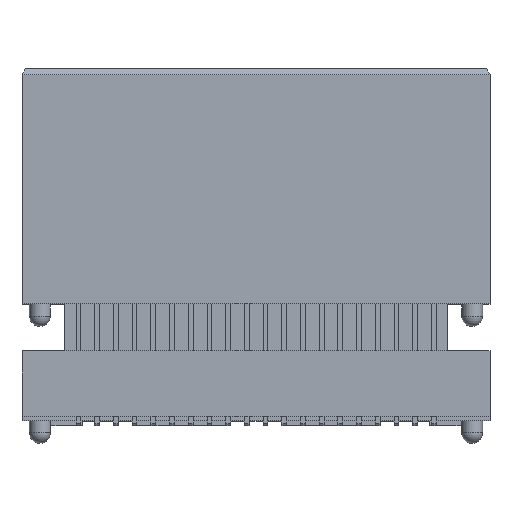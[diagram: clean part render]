
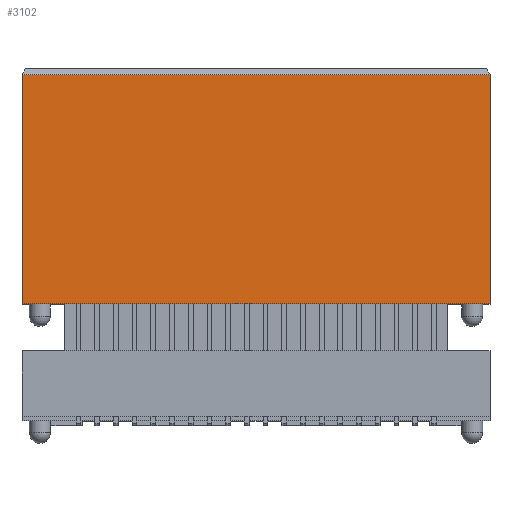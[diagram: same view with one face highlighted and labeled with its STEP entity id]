
A CAD part, top view. The second image highlights one B-rep face of the part: STEP entity #3102.
In plain terms, the highlighted planar face has unit normal (0, 0, 1).
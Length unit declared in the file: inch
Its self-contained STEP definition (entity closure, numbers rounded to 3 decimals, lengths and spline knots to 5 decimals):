
#3102 = ADVANCED_FACE( '', ( #6200 ), #6201, .F. );
#6200 = FACE_OUTER_BOUND( '', #9300, .T. );
#6201 = PLANE( '', #9301 );
#9300 = EDGE_LOOP( '', ( #19234, #19235, #19236, #19237 ) );
#9301 = AXIS2_PLACEMENT_3D( '', #19238, #19239, #19240 );
#19234 = ORIENTED_EDGE( '', *, *, #22003, .F. );
#19235 = ORIENTED_EDGE( '', *, *, #22017, .F. );
#19236 = ORIENTED_EDGE( '', *, *, #19908, .F. );
#19237 = ORIENTED_EDGE( '', *, *, #22463, .T. );
#19238 = CARTESIAN_POINT( '', ( -0.394, 0.583, 0.1175 ) );
#19239 = DIRECTION( '', ( 0., 0., -1. ) );
#19240 = DIRECTION( '', ( -1., 0., 0. ) );
#19908 = EDGE_CURVE( '', #24252, #24253, #24254, .T. );
#22003 = EDGE_CURVE( '', #27709, #27710, #27711, .T. );
#22017 = EDGE_CURVE( '', #24253, #27709, #27728, .T. );
#22463 = EDGE_CURVE( '', #24252, #27710, #28373, .T. );
#24252 = VERTEX_POINT( '', #30597 );
#24253 = VERTEX_POINT( '', #30598 );
#24254 = LINE( '', #30599, #30600 );
#27709 = VERTEX_POINT( '', #35739 );
#27710 = VERTEX_POINT( '', #35740 );
#27711 = LINE( '', #35741, #35742 );
#27728 = LINE( '', #35767, #35768 );
#28373 = LINE( '', #36771, #36772 );
#30597 = CARTESIAN_POINT( '', ( -0.394, 0.583, 0.1175 ) );
#30598 = CARTESIAN_POINT( '', ( 0.394, 0.583, 0.1175 ) );
#30599 = CARTESIAN_POINT( '', ( -0.394, 0.583, 0.1175 ) );
#30600 = VECTOR( '', #38875, 39.37008 );
#35739 = CARTESIAN_POINT( '', ( 0.394, 0.1968, 0.1175 ) );
#35740 = CARTESIAN_POINT( '', ( -0.394, 0.1968, 0.1175 ) );
#35741 = CARTESIAN_POINT( '', ( -0.394, 0.1968, 0.1175 ) );
#35742 = VECTOR( '', #40791, 39.37008 );
#35767 = CARTESIAN_POINT( '', ( 0.394, 0.583, 0.1175 ) );
#35768 = VECTOR( '', #40803, 39.37008 );
#36771 = CARTESIAN_POINT( '', ( -0.394, 0.583, 0.1175 ) );
#36772 = VECTOR( '', #41213, 39.37008 );
#38875 = DIRECTION( '', ( 1., 0., 0. ) );
#40791 = DIRECTION( '', ( -1., 0., 0. ) );
#40803 = DIRECTION( '', ( 0., -1., 0. ) );
#41213 = DIRECTION( '', ( 0., -1., 0. ) );
